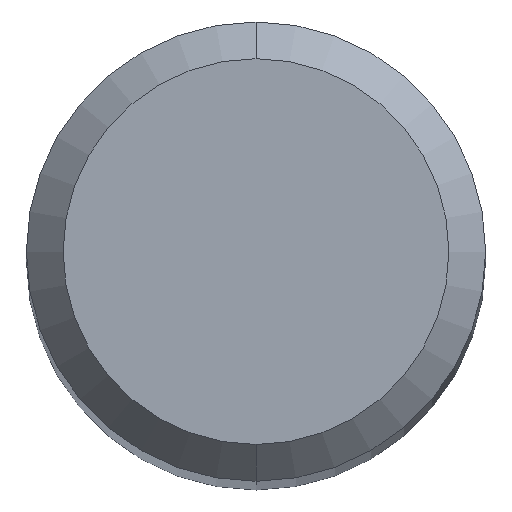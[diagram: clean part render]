
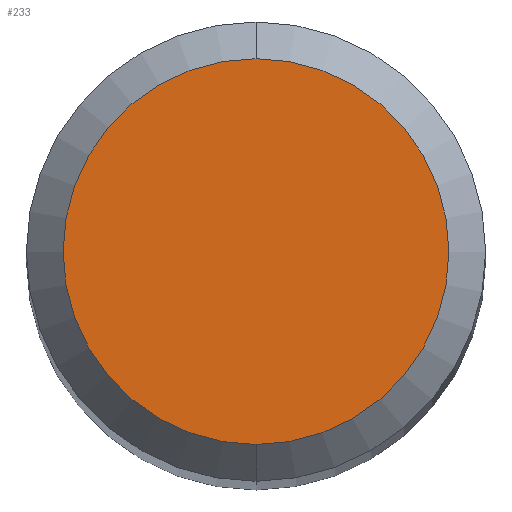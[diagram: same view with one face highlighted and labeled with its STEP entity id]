
A CAD part, top view. The second image highlights one B-rep face of the part: STEP entity #233.
In plain terms, the highlighted planar face has unit normal (0, 0, 1).
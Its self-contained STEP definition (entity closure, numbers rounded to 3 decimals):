
#177=VERTEX_POINT('',#484);
#233=ADVANCED_FACE('',(#545),#546,.T.);
#271=EDGE_CURVE('',#177,#343,#586,.T.);
#337=EDGE_CURVE('',#343,#177,#662,.T.);
#343=VERTEX_POINT('',#669);
#484=CARTESIAN_POINT('',(0.,-2.1,0.0));
#545=FACE_OUTER_BOUND('',#918,.T.);
#546=PLANE('',#919);
#586=CIRCLE('',#970,2.1);
#662=CIRCLE('',#1119,2.1);
#669=CARTESIAN_POINT('',(0.0,2.1,0.0));
#918=EDGE_LOOP('',(#1508,#1509));
#919=AXIS2_PLACEMENT_3D('',#1510,#1511,#1512);
#970=AXIS2_PLACEMENT_3D('',#1541,#1542,#1543);
#1119=AXIS2_PLACEMENT_3D('',#1656,#1657,#1658);
#1508=ORIENTED_EDGE('',*,*,#337,.F.);
#1509=ORIENTED_EDGE('',*,*,#271,.F.);
#1510=CARTESIAN_POINT('',(0.0,1.05,0.0));
#1511=DIRECTION('',(-0.0,0.0,1.0));
#1512=DIRECTION('',(0.0,-1.0,0.0));
#1541=CARTESIAN_POINT('',(0.0,0.0,0.0));
#1542=DIRECTION('',(0.0,0.0,-1.0));
#1543=DIRECTION('',(0.0,1.0,0.0));
#1656=CARTESIAN_POINT('',(0.0,0.0,0.0));
#1657=DIRECTION('',(0.0,0.0,-1.0));
#1658=DIRECTION('',(0.0,1.0,0.0));
